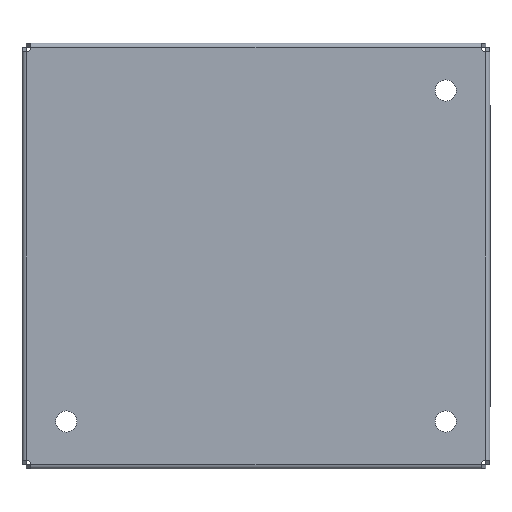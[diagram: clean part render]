
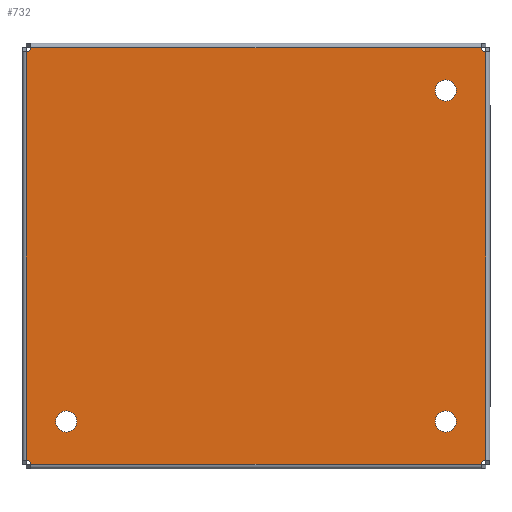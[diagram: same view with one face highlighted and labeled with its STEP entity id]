
A CAD part, front view. The second image highlights one B-rep face of the part: STEP entity #732.
In plain terms, the highlighted planar face has unit normal (0, -1, 0).
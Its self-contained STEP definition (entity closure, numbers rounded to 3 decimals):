
#4 = AXIS2_PLACEMENT_3D ( 'NONE', #518, #1361, #688 ) ;
#22 = VECTOR ( 'NONE', #1796, 1000. ) ;
#27 = ORIENTED_EDGE ( 'NONE', *, *, #1700, .T. ) ;
#32 = EDGE_CURVE ( 'NONE', #222, #71, #1494, .T. ) ;
#48 = EDGE_CURVE ( 'NONE', #300, #1188, #1664, .T. ) ;
#61 = CARTESIAN_POINT ( 'NONE',  ( 0., -0.2, 0. ) ) ;
#65 = CARTESIAN_POINT ( 'NONE',  ( -9., -0.2, -7.35 ) ) ;
#71 = VERTEX_POINT ( 'NONE', #1510 ) ;
#81 = CARTESIAN_POINT ( 'NONE',  ( 10.89, -0.2, 9.69 ) ) ;
#84 = CARTESIAN_POINT ( 'NONE',  ( -9., -0.2, -7.85 ) ) ;
#99 = FACE_BOUND ( 'NONE', #177, .T. ) ;
#110 = EDGE_LOOP ( 'NONE', ( #27, #1704, #675, #2020, #1431, #753, #316, #279 ) ) ;
#117 = DIRECTION ( 'NONE',  ( 0., 1., 0. ) ) ;
#124 = CARTESIAN_POINT ( 'NONE',  ( 9., -0.2, 8.35 ) ) ;
#129 = EDGE_CURVE ( 'NONE', #1865, #1199, #1454, .T. ) ;
#141 = ORIENTED_EDGE ( 'NONE', *, *, #517, .T. ) ;
#147 = DIRECTION ( 'NONE',  ( 0., 0., 1. ) ) ;
#168 = CIRCLE ( 'NONE', #491, 0.2 ) ;
#177 = EDGE_LOOP ( 'NONE', ( #1737, #1912 ) ) ;
#222 = VERTEX_POINT ( 'NONE', #65 ) ;
#225 = DIRECTION ( 'NONE',  ( 0., 1., 0. ) ) ;
#227 = CARTESIAN_POINT ( 'NONE',  ( 10.893, -0.2, 9.89 ) ) ;
#228 = ORIENTED_EDGE ( 'NONE', *, *, #1372, .T. ) ;
#236 = FACE_BOUND ( 'NONE', #293, .T. ) ;
#255 = CARTESIAN_POINT ( 'NONE',  ( -10.69, -0.2, 9.89 ) ) ;
#276 = CIRCLE ( 'NONE', #1045, 0.2 ) ;
#279 = ORIENTED_EDGE ( 'NONE', *, *, #1223, .T. ) ;
#286 = DIRECTION ( 'NONE',  ( 0., 1., 0. ) ) ;
#293 = EDGE_LOOP ( 'NONE', ( #702, #367 ) ) ;
#300 = VERTEX_POINT ( 'NONE', #924 ) ;
#303 = LINE ( 'NONE', #959, #1740 ) ;
#311 = DIRECTION ( 'NONE',  ( 0., 1., 0. ) ) ;
#316 = ORIENTED_EDGE ( 'NONE', *, *, #2138, .T. ) ;
#330 = CARTESIAN_POINT ( 'NONE',  ( -10.89, -0.2, 9.89 ) ) ;
#343 = CARTESIAN_POINT ( 'NONE',  ( -10.89, -0.2, 9.893 ) ) ;
#367 = ORIENTED_EDGE ( 'NONE', *, *, #728, .T. ) ;
#403 = DIRECTION ( 'NONE',  ( -1., 0., 0. ) ) ;
#414 = DIRECTION ( 'NONE',  ( 0., 0., 1. ) ) ;
#440 = EDGE_CURVE ( 'NONE', #1248, #300, #276, .T. ) ;
#481 = VERTEX_POINT ( 'NONE', #962 ) ;
#491 = AXIS2_PLACEMENT_3D ( 'NONE', #1710, #533, #1866 ) ;
#517 = EDGE_CURVE ( 'NONE', #2123, #1846, #1504, .T. ) ;
#518 = CARTESIAN_POINT ( 'NONE',  ( 9., -0.2, 7.85 ) ) ;
#533 = DIRECTION ( 'NONE',  ( 0., 1., 0. ) ) ;
#538 = EDGE_CURVE ( 'NONE', #788, #2066, #168, .T. ) ;
#626 = LINE ( 'NONE', #1466, #22 ) ;
#675 = ORIENTED_EDGE ( 'NONE', *, *, #48, .T. ) ;
#688 = DIRECTION ( 'NONE',  ( 0., 0., 1. ) ) ;
#702 = ORIENTED_EDGE ( 'NONE', *, *, #32, .T. ) ;
#728 = EDGE_CURVE ( 'NONE', #71, #222, #1235, .T. ) ;
#732 = ADVANCED_FACE ( 'NONE', ( #1763, #99, #236, #909 ), #1272, .F. ) ;
#753 = ORIENTED_EDGE ( 'NONE', *, *, #538, .T. ) ;
#754 = DIRECTION ( 'NONE',  ( 0., 0., 1. ) ) ;
#781 = DIRECTION ( 'NONE',  ( 0., 1., 0. ) ) ;
#788 = VERTEX_POINT ( 'NONE', #1118 ) ;
#799 = CARTESIAN_POINT ( 'NONE',  ( -10.89, -0.2, -9.69 ) ) ;
#819 = CARTESIAN_POINT ( 'NONE',  ( 9., -0.2, -7.85 ) ) ;
#841 = EDGE_CURVE ( 'NONE', #1199, #1865, #1684, .T. ) ;
#842 = DIRECTION ( 'NONE',  ( 0., 0., -1. ) ) ;
#857 = AXIS2_PLACEMENT_3D ( 'NONE', #819, #1044, #1490 ) ;
#909 = FACE_OUTER_BOUND ( 'NONE', #110, .T. ) ;
#910 = CARTESIAN_POINT ( 'NONE',  ( 10.89, -0.2, -9.69 ) ) ;
#915 = DIRECTION ( 'NONE',  ( 0., 0., 1. ) ) ;
#924 = CARTESIAN_POINT ( 'NONE',  ( -10.89, -0.2, 9.69 ) ) ;
#930 = AXIS2_PLACEMENT_3D ( 'NONE', #2153, #117, #1772 ) ;
#947 = DIRECTION ( 'NONE',  ( 0., 0., 1. ) ) ;
#959 = CARTESIAN_POINT ( 'NONE',  ( 10.89, -0.2, -9.893 ) ) ;
#960 = CARTESIAN_POINT ( 'NONE',  ( -10.89, -0.2, -9.89 ) ) ;
#962 = CARTESIAN_POINT ( 'NONE',  ( 10.69, -0.2, 9.89 ) ) ;
#982 = DIRECTION ( 'NONE',  ( 0., 0., -1. ) ) ;
#1000 = CARTESIAN_POINT ( 'NONE',  ( 9., -0.2, -7.85 ) ) ;
#1004 = DIRECTION ( 'NONE',  ( 0., 1., 0. ) ) ;
#1016 = AXIS2_PLACEMENT_3D ( 'NONE', #1000, #311, #982 ) ;
#1039 = AXIS2_PLACEMENT_3D ( 'NONE', #1788, #286, #1960 ) ;
#1044 = DIRECTION ( 'NONE',  ( 0., 1., 0. ) ) ;
#1045 = AXIS2_PLACEMENT_3D ( 'NONE', #330, #1004, #147 ) ;
#1060 = VERTEX_POINT ( 'NONE', #1595 ) ;
#1089 = DIRECTION ( 'NONE',  ( 0., 1., 0. ) ) ;
#1107 = DIRECTION ( 'NONE',  ( 0., 0., 1. ) ) ;
#1118 = CARTESIAN_POINT ( 'NONE',  ( 10.69, -0.2, -9.89 ) ) ;
#1129 = CARTESIAN_POINT ( 'NONE',  ( 9., -0.2, -8.35 ) ) ;
#1130 = AXIS2_PLACEMENT_3D ( 'NONE', #84, #225, #414 ) ;
#1145 = CARTESIAN_POINT ( 'NONE',  ( 9., -0.2, 7.35 ) ) ;
#1152 = VERTEX_POINT ( 'NONE', #81 ) ;
#1188 = VERTEX_POINT ( 'NONE', #799 ) ;
#1199 = VERTEX_POINT ( 'NONE', #1129 ) ;
#1223 = EDGE_CURVE ( 'NONE', #1152, #481, #2173, .T. ) ;
#1235 = CIRCLE ( 'NONE', #1130, 0.5 ) ;
#1248 = VERTEX_POINT ( 'NONE', #255 ) ;
#1272 = PLANE ( 'NONE',  #1514 ) ;
#1326 = AXIS2_PLACEMENT_3D ( 'NONE', #1749, #1089, #915 ) ;
#1361 = DIRECTION ( 'NONE',  ( 0., 1., 0. ) ) ;
#1372 = EDGE_CURVE ( 'NONE', #1846, #2123, #1640, .T. ) ;
#1431 = ORIENTED_EDGE ( 'NONE', *, *, #1511, .T. ) ;
#1454 = CIRCLE ( 'NONE', #857, 0.5 ) ;
#1466 = CARTESIAN_POINT ( 'NONE',  ( -10.893, -0.2, -9.89 ) ) ;
#1490 = DIRECTION ( 'NONE',  ( 0., 0., -1. ) ) ;
#1494 = CIRCLE ( 'NONE', #930, 0.5 ) ;
#1504 = CIRCLE ( 'NONE', #4, 0.5 ) ;
#1510 = CARTESIAN_POINT ( 'NONE',  ( -9., -0.2, -8.35 ) ) ;
#1511 = EDGE_CURVE ( 'NONE', #1060, #788, #626, .T. ) ;
#1514 = AXIS2_PLACEMENT_3D ( 'NONE', #61, #1754, #754 ) ;
#1588 = VECTOR ( 'NONE', #403, 1000. ) ;
#1595 = CARTESIAN_POINT ( 'NONE',  ( -10.69, -0.2, -9.89 ) ) ;
#1640 = CIRCLE ( 'NONE', #1326, 0.5 ) ;
#1664 = LINE ( 'NONE', #343, #2163 ) ;
#1684 = CIRCLE ( 'NONE', #1016, 0.5 ) ;
#1700 = EDGE_CURVE ( 'NONE', #481, #1248, #1887, .T. ) ;
#1702 = CIRCLE ( 'NONE', #2170, 0.2 ) ;
#1704 = ORIENTED_EDGE ( 'NONE', *, *, #440, .T. ) ;
#1710 = CARTESIAN_POINT ( 'NONE',  ( 10.89, -0.2, -9.89 ) ) ;
#1725 = EDGE_LOOP ( 'NONE', ( #228, #141 ) ) ;
#1737 = ORIENTED_EDGE ( 'NONE', *, *, #129, .T. ) ;
#1740 = VECTOR ( 'NONE', #947, 1000. ) ;
#1749 = CARTESIAN_POINT ( 'NONE',  ( 9., -0.2, 7.85 ) ) ;
#1754 = DIRECTION ( 'NONE',  ( 0., 1., 0. ) ) ;
#1763 = FACE_BOUND ( 'NONE', #1725, .T. ) ;
#1772 = DIRECTION ( 'NONE',  ( 0., 0., 1. ) ) ;
#1788 = CARTESIAN_POINT ( 'NONE',  ( 10.89, -0.2, 9.89 ) ) ;
#1796 = DIRECTION ( 'NONE',  ( 1., 0., 0. ) ) ;
#1803 = CARTESIAN_POINT ( 'NONE',  ( 9., -0.2, -7.35 ) ) ;
#1846 = VERTEX_POINT ( 'NONE', #124 ) ;
#1865 = VERTEX_POINT ( 'NONE', #1803 ) ;
#1866 = DIRECTION ( 'NONE',  ( 0., 0., 1. ) ) ;
#1869 = EDGE_CURVE ( 'NONE', #1188, #1060, #1702, .T. ) ;
#1887 = LINE ( 'NONE', #227, #1588 ) ;
#1912 = ORIENTED_EDGE ( 'NONE', *, *, #841, .T. ) ;
#1960 = DIRECTION ( 'NONE',  ( 0., 0., 1. ) ) ;
#2020 = ORIENTED_EDGE ( 'NONE', *, *, #1869, .T. ) ;
#2066 = VERTEX_POINT ( 'NONE', #910 ) ;
#2123 = VERTEX_POINT ( 'NONE', #1145 ) ;
#2138 = EDGE_CURVE ( 'NONE', #2066, #1152, #303, .T. ) ;
#2153 = CARTESIAN_POINT ( 'NONE',  ( -9., -0.2, -7.85 ) ) ;
#2163 = VECTOR ( 'NONE', #842, 1000. ) ;
#2170 = AXIS2_PLACEMENT_3D ( 'NONE', #960, #781, #1107 ) ;
#2173 = CIRCLE ( 'NONE', #1039, 0.2 ) ;
